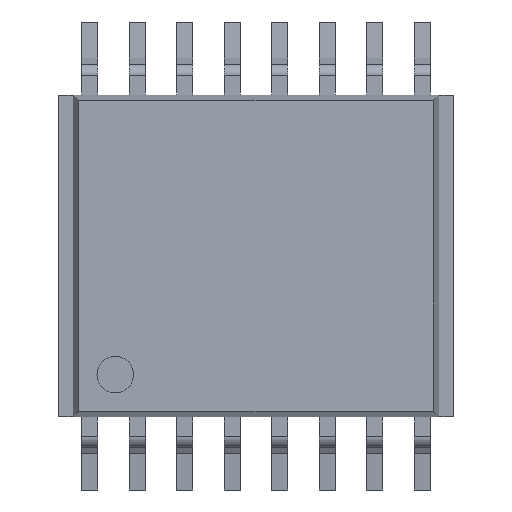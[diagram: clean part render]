
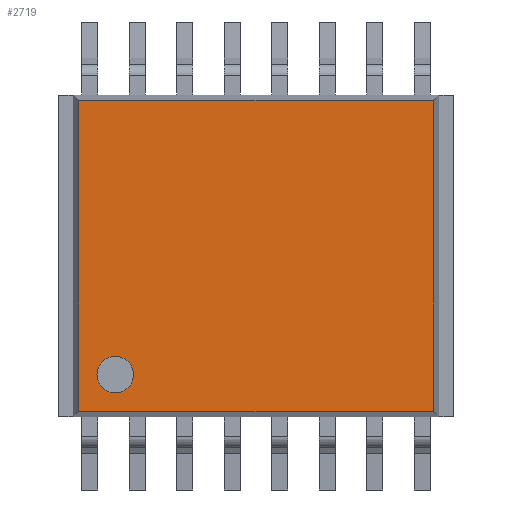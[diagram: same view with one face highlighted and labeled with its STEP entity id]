
A CAD part, top view. The second image highlights one B-rep face of the part: STEP entity #2719.
In plain terms, the highlighted planar face has unit normal (0, 0, 1).
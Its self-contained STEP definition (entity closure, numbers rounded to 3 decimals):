
#89 = DIRECTION ( 'NONE',  ( 0., -1., 0. ) ) ;
#533 = VECTOR ( 'NONE', #2206, 1000. ) ;
#663 = VERTEX_POINT ( 'NONE', #2529 ) ;
#712 = DIRECTION ( 'NONE',  ( 0., 0., -1. ) ) ;
#719 = CARTESIAN_POINT ( 'NONE',  ( -2.425, 2.125, 1.1 ) ) ;
#780 = CARTESIAN_POINT ( 'NONE',  ( 2.5, -2.125, 1.1 ) ) ;
#835 = VERTEX_POINT ( 'NONE', #2279 ) ;
#1255 = VECTOR ( 'NONE', #5054, 1000. ) ;
#1393 = CARTESIAN_POINT ( 'NONE',  ( -1.925, -1.625, 1.1 ) ) ;
#1398 = CARTESIAN_POINT ( 'NONE',  ( 2.5, 2.125, 1.1 ) ) ;
#1423 = VECTOR ( 'NONE', #3504, 1000. ) ;
#1480 = EDGE_CURVE ( 'NONE', #2455, #663, #5704, .T. ) ;
#1762 = DIRECTION ( 'NONE',  ( 0., 0., 1. ) ) ;
#2096 = DIRECTION ( 'NONE',  ( 1., 0., 0. ) ) ;
#2098 = ORIENTED_EDGE ( 'NONE', *, *, #1480, .F. ) ;
#2144 = AXIS2_PLACEMENT_3D ( 'NONE', #5948, #1762, #6639 ) ;
#2206 = DIRECTION ( 'NONE',  ( 1., 0., 0. ) ) ;
#2279 = CARTESIAN_POINT ( 'NONE',  ( 2.425, 2.125, 1.1 ) ) ;
#2455 = VERTEX_POINT ( 'NONE', #3729 ) ;
#2529 = CARTESIAN_POINT ( 'NONE',  ( -1.675, -1.625, 1.1 ) ) ;
#2531 = VERTEX_POINT ( 'NONE', #4496 ) ;
#2719 = ADVANCED_FACE ( 'NONE', ( #5594, #5823 ), #8384, .F. ) ;
#3185 = EDGE_CURVE ( 'NONE', #835, #5629, #3290, .T. ) ;
#3243 = EDGE_CURVE ( 'NONE', #3937, #2531, #4917, .T. ) ;
#3257 = EDGE_LOOP ( 'NONE', ( #6302, #2098 ) ) ;
#3290 = LINE ( 'NONE', #1398, #1423 ) ;
#3504 = DIRECTION ( 'NONE',  ( -1., 0., 0. ) ) ;
#3725 = AXIS2_PLACEMENT_3D ( 'NONE', #1393, #6286, #2096 ) ;
#3729 = CARTESIAN_POINT ( 'NONE',  ( -2.175, -1.625, 1.1 ) ) ;
#3937 = VERTEX_POINT ( 'NONE', #5986 ) ;
#4303 = CARTESIAN_POINT ( 'NONE',  ( -2.425, 2.2, 1.1 ) ) ;
#4496 = CARTESIAN_POINT ( 'NONE',  ( 2.425, -2.125, 1.1 ) ) ;
#4917 = LINE ( 'NONE', #780, #533 ) ;
#4963 = LINE ( 'NONE', #7208, #1255 ) ;
#5054 = DIRECTION ( 'NONE',  ( 0., 1., 0. ) ) ;
#5334 = EDGE_CURVE ( 'NONE', #5629, #3937, #6283, .T. ) ;
#5501 = ORIENTED_EDGE ( 'NONE', *, *, #3185, .T. ) ;
#5594 = FACE_BOUND ( 'NONE', #3257, .T. ) ;
#5617 = DIRECTION ( 'NONE',  ( 0., 1., 0. ) ) ;
#5629 = VERTEX_POINT ( 'NONE', #719 ) ;
#5704 = CIRCLE ( 'NONE', #2144, 0.25 ) ;
#5823 = FACE_OUTER_BOUND ( 'NONE', #7154, .T. ) ;
#5948 = CARTESIAN_POINT ( 'NONE',  ( -1.925, -1.625, 1.1 ) ) ;
#5986 = CARTESIAN_POINT ( 'NONE',  ( -2.425, -2.125, 1.1 ) ) ;
#6283 = LINE ( 'NONE', #4303, #8190 ) ;
#6286 = DIRECTION ( 'NONE',  ( 0., 0., 1. ) ) ;
#6302 = ORIENTED_EDGE ( 'NONE', *, *, #8020, .F. ) ;
#6327 = ORIENTED_EDGE ( 'NONE', *, *, #5334, .T. ) ;
#6634 = ORIENTED_EDGE ( 'NONE', *, *, #8263, .T. ) ;
#6639 = DIRECTION ( 'NONE',  ( 1., 0., 0. ) ) ;
#6833 = CIRCLE ( 'NONE', #3725, 0.25 ) ;
#7154 = EDGE_LOOP ( 'NONE', ( #7630, #6634, #5501, #6327 ) ) ;
#7208 = CARTESIAN_POINT ( 'NONE',  ( 2.425, 2.2, 1.1 ) ) ;
#7521 = AXIS2_PLACEMENT_3D ( 'NONE', #8447, #712, #5617 ) ;
#7630 = ORIENTED_EDGE ( 'NONE', *, *, #3243, .T. ) ;
#8020 = EDGE_CURVE ( 'NONE', #663, #2455, #6833, .T. ) ;
#8190 = VECTOR ( 'NONE', #89, 1000. ) ;
#8263 = EDGE_CURVE ( 'NONE', #2531, #835, #4963, .T. ) ;
#8384 = PLANE ( 'NONE',  #7521 ) ;
#8447 = CARTESIAN_POINT ( 'NONE',  ( 2.5, 2.2, 1.1 ) ) ;
